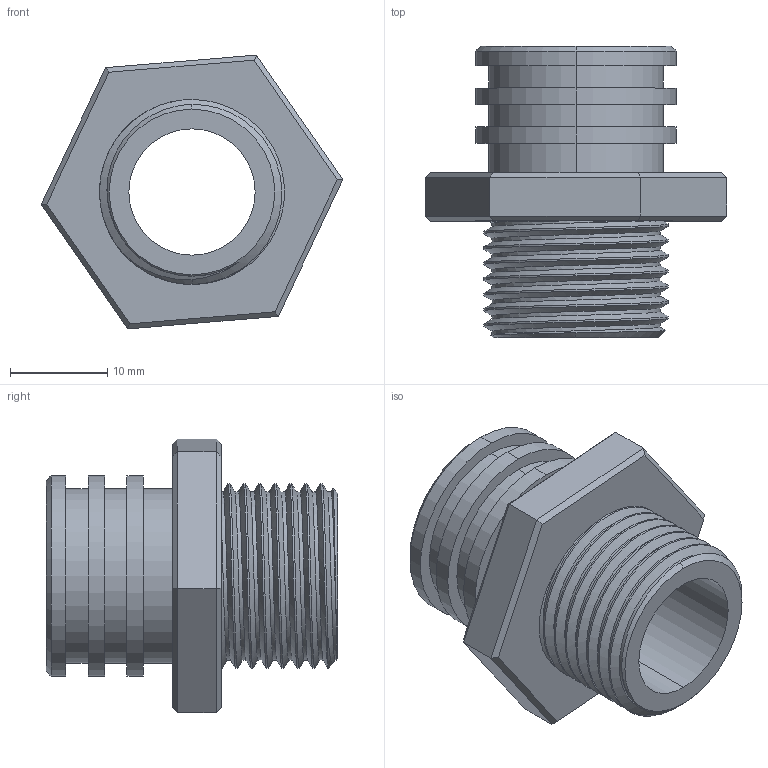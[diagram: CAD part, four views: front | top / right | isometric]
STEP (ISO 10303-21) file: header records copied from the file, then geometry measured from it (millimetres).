
FILE_DESCRIPTION (( 'STEP AP214' ), '1' );
FILE_NAME ('Raccords wingins radiateur.STEP', '2023-01-26T09:40:51', ( '' ), ( '' ), 'SwSTEP 2.0', 'SolidWorks 2023', '' );
FILE_SCHEMA (( 'AUTOMOTIVE_DESIGN' ));
Length unit declared in the file: millimetre
Products named in the file (1): Raccords wingins radiateur
Bounding box: 31.07 x 30 x 28.2 mm (x, y, z)
Volume: 5963.7 mm3; surface area: 4950.3 mm2
Topology: 1 solids, 1 shells, 64 faces, 151 edges, 96 vertices
Faces by surface type: cylinder 29, plane 27, cone 5, bspline 3
Entity records: 3151 total; most frequent: CARTESIAN_POINT 1746, ORIENTED_EDGE 302, DIRECTION 267, EDGE_CURVE 151, VERTEX_POINT 96, AXIS2_PLACEMENT_3D 96, LINE 75, VECTOR 75
